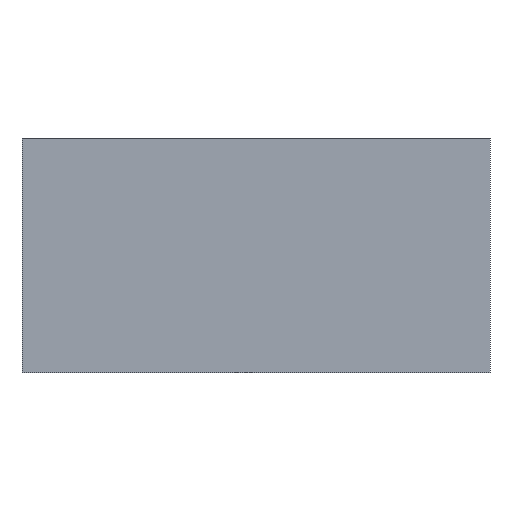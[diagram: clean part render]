
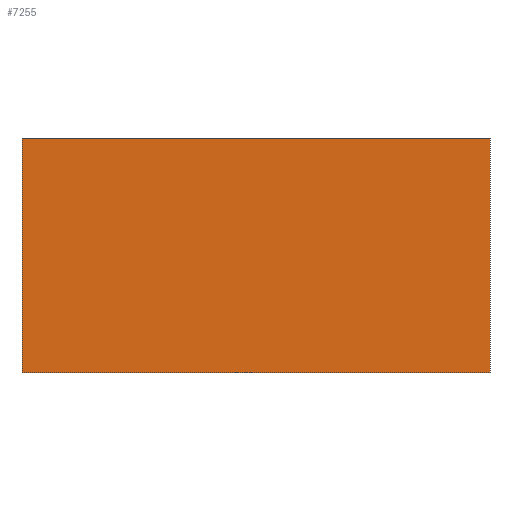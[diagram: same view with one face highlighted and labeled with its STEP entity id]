
A CAD part, left-side view. The second image highlights one B-rep face of the part: STEP entity #7255.
In plain terms, the highlighted planar face has unit normal (-1, 0, 0).
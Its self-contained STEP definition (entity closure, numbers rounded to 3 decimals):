
#7255 = ADVANCED_FACE ( 'NONE', ( #13542 ), #13615, .F. ) ;
#7256 = EDGE_LOOP ( 'NONE', ( #7257, #7313, #7315, #7318 ) ) ;
#7257 = ORIENTED_EDGE ( 'NONE', *, *, #7258, .T. ) ;
#7258 = EDGE_CURVE ( 'NONE', #7259, #7260, #13610, .T. ) ;
#7259 = VERTEX_POINT ( 'NONE', #13599 ) ;
#7260 = VERTEX_POINT ( 'NONE', #13596 ) ;
#7261 = VERTEX_POINT ( 'NONE', #13594 ) ;
#7313 = ORIENTED_EDGE ( 'NONE', *, *, #7314, .F. ) ;
#7314 = EDGE_CURVE ( 'NONE', #7261, #7260, #13827, .T. ) ;
#7315 = ORIENTED_EDGE ( 'NONE', *, *, #7316, .F. ) ;
#7316 = EDGE_CURVE ( 'NONE', #7317, #7261, #13819, .T. ) ;
#7317 = VERTEX_POINT ( 'NONE', #13812 ) ;
#7318 = ORIENTED_EDGE ( 'NONE', *, *, #7319, .T. ) ;
#7319 = EDGE_CURVE ( 'NONE', #7317, #7259, #13806, .T. ) ;
#13542 = FACE_OUTER_BOUND ( 'NONE', #7256, .T. ) ;
#13594 = CARTESIAN_POINT ( 'NONE',  ( -4.8, -2.5, 1.25 ) ) ;
#13596 = CARTESIAN_POINT ( 'NONE',  ( -4.8, -2.5, -1.25 ) ) ;
#13599 = CARTESIAN_POINT ( 'NONE',  ( -4.8, 2.5, -1.25 ) ) ;
#13600 = DIRECTION ( 'NONE',  ( 0., -1., 0. ) ) ;
#13601 = VECTOR ( 'NONE', #13600, 1000. ) ;
#13603 = CARTESIAN_POINT ( 'NONE',  ( -4.8, 0., -1.25 ) ) ;
#13605 = DIRECTION ( 'NONE',  ( 0., 0., -1. ) ) ;
#13606 = DIRECTION ( 'NONE',  ( 1., 0., 0. ) ) ;
#13608 = CARTESIAN_POINT ( 'NONE',  ( -4.8, 0., 1.25 ) ) ;
#13609 = AXIS2_PLACEMENT_3D ( 'NONE', #13608, #13606, #13605 ) ;
#13610 = LINE ( 'NONE', #13603, #13601 ) ;
#13615 = PLANE ( 'NONE',  #13609 ) ;
#13802 = DIRECTION ( 'NONE',  ( 0., 0., -1. ) ) ;
#13803 = VECTOR ( 'NONE', #13802, 1000. ) ;
#13805 = CARTESIAN_POINT ( 'NONE',  ( -4.8, 2.5, 1.25 ) ) ;
#13806 = LINE ( 'NONE', #13805, #13803 ) ;
#13812 = CARTESIAN_POINT ( 'NONE',  ( -4.8, 2.5, 1.25 ) ) ;
#13814 = DIRECTION ( 'NONE',  ( 0., -1., 0. ) ) ;
#13815 = VECTOR ( 'NONE', #13814, 1000. ) ;
#13817 = CARTESIAN_POINT ( 'NONE',  ( -4.8, 0., 1.25 ) ) ;
#13819 = LINE ( 'NONE', #13817, #13815 ) ;
#13822 = DIRECTION ( 'NONE',  ( 0., 0., -1. ) ) ;
#13823 = VECTOR ( 'NONE', #13822, 1000. ) ;
#13825 = CARTESIAN_POINT ( 'NONE',  ( -4.8, -2.5, 1.25 ) ) ;
#13827 = LINE ( 'NONE', #13825, #13823 ) ;
